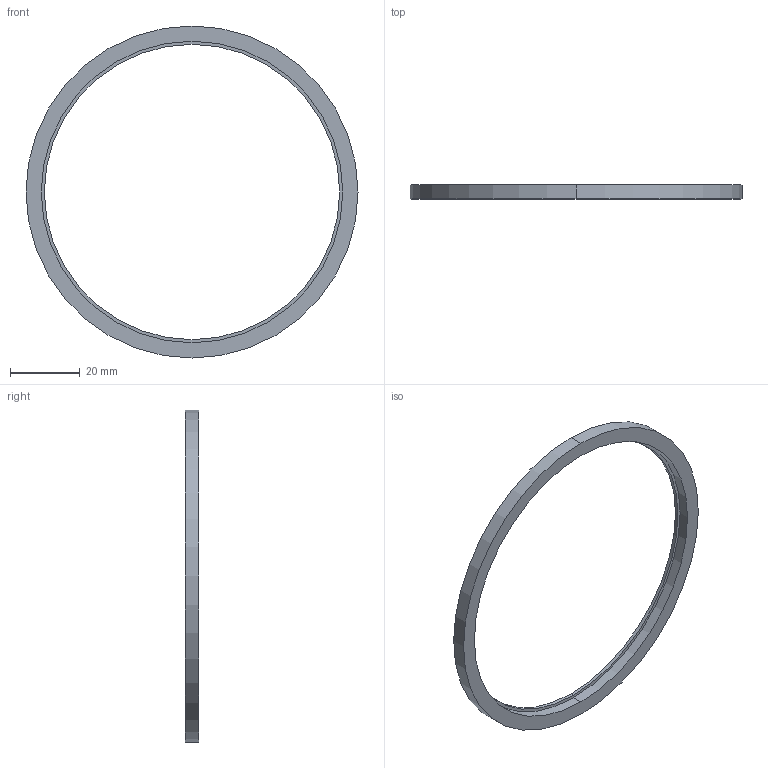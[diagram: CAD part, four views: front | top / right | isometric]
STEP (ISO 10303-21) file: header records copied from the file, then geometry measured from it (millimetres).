
FILE_DESCRIPTION (( 'STEP AP214' ), '1' );
FILE_NAME ('Coaster_LockingLid.STEP', '2025-01-27T12:26:25', ( '' ), ( '' ), 'SwSTEP 2.0', 'SolidWorks 2025', '' );
FILE_SCHEMA (( 'AUTOMOTIVE_DESIGN' ));
Length unit declared in the file: millimetre
Products named in the file (1): Coaster_LockingLid
Bounding box: 95 x 4 x 95 mm (x, y, z)
Volume: 5152.7 mm3; surface area: 5345.9 mm2
Topology: 1 solids, 1 shells, 53 faces, 106 edges, 60 vertices
Faces by surface type: cylinder 22, torus 16, cone 8, plane 7
Entity records: 1407 total; most frequent: DIRECTION 290, CARTESIAN_POINT 220, ORIENTED_EDGE 212, AXIS2_PLACEMENT_3D 130, EDGE_CURVE 106, CIRCLE 76, EDGE_LOOP 60, VERTEX_POINT 60
